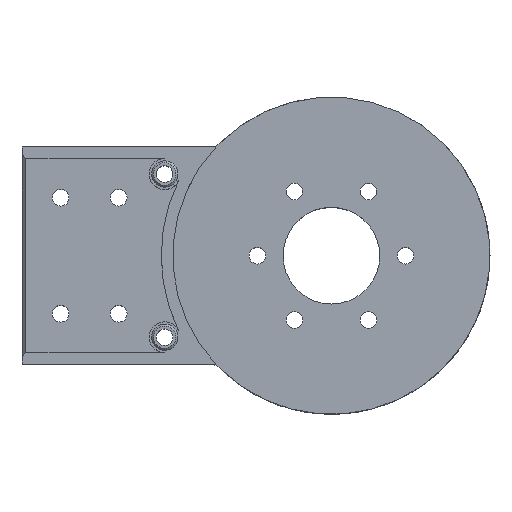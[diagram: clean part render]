
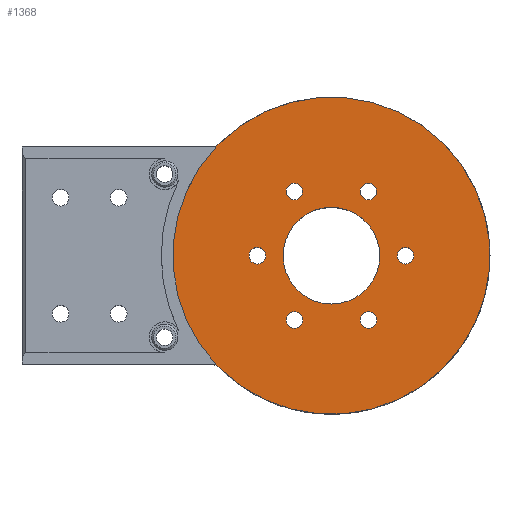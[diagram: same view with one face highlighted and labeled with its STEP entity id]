
A CAD part, top view. The second image highlights one B-rep face of the part: STEP entity #1368.
In plain terms, the highlighted planar face has unit normal (0, 0, 1).
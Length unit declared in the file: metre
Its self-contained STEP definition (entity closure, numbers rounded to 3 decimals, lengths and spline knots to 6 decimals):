
#26=PLANE('',#1470);
#82=LINE('',#2042,#193);
#88=LINE('',#2072,#199);
#193=VECTOR('',#1624,1.);
#199=VECTOR('',#1652,1.);
#316=ORIENTED_EDGE('',*,*,#668,.T.);
#317=ORIENTED_EDGE('',*,*,#669,.T.);
#318=ORIENTED_EDGE('',*,*,#670,.T.);
#319=ORIENTED_EDGE('',*,*,#671,.T.);
#320=ORIENTED_EDGE('',*,*,#672,.T.);
#321=ORIENTED_EDGE('',*,*,#673,.T.);
#322=ORIENTED_EDGE('',*,*,#674,.T.);
#323=ORIENTED_EDGE('',*,*,#667,.T.);
#324=ORIENTED_EDGE('',*,*,#675,.F.);
#325=ORIENTED_EDGE('',*,*,#676,.T.);
#326=ORIENTED_EDGE('',*,*,#677,.T.);
#327=ORIENTED_EDGE('',*,*,#656,.F.);
#328=ORIENTED_EDGE('',*,*,#660,.F.);
#656=EDGE_CURVE('',#833,#834,#967,.T.);
#660=EDGE_CURVE('',#837,#833,#82,.T.);
#667=EDGE_CURVE('',#837,#842,#969,.T.);
#668=EDGE_CURVE('',#843,#843,#970,.T.);
#669=EDGE_CURVE('',#844,#844,#971,.T.);
#670=EDGE_CURVE('',#845,#845,#972,.T.);
#671=EDGE_CURVE('',#846,#846,#973,.T.);
#672=EDGE_CURVE('',#847,#847,#974,.T.);
#673=EDGE_CURVE('',#848,#848,#975,.T.);
#674=EDGE_CURVE('',#849,#849,#976,.T.);
#675=EDGE_CURVE('',#850,#842,#88,.T.);
#676=EDGE_CURVE('',#850,#851,#977,.T.);
#677=EDGE_CURVE('',#851,#834,#978,.T.);
#833=VERTEX_POINT('',#2030);
#834=VERTEX_POINT('',#2031);
#837=VERTEX_POINT('',#2043);
#842=VERTEX_POINT('',#2055);
#843=VERTEX_POINT('',#2059);
#844=VERTEX_POINT('',#2061);
#845=VERTEX_POINT('',#2063);
#846=VERTEX_POINT('',#2065);
#847=VERTEX_POINT('',#2067);
#848=VERTEX_POINT('',#2069);
#849=VERTEX_POINT('',#2071);
#850=VERTEX_POINT('',#2073);
#851=VERTEX_POINT('',#2075);
#967=CIRCLE('',#1465,0.003);
#969=CIRCLE('',#1469,0.041);
#970=CIRCLE('',#1471,0.0125);
#971=CIRCLE('',#1472,0.00215);
#972=CIRCLE('',#1473,0.00215);
#973=CIRCLE('',#1474,0.00215);
#974=CIRCLE('',#1475,0.00215);
#975=CIRCLE('',#1476,0.00215);
#976=CIRCLE('',#1477,0.00215);
#977=CIRCLE('',#1478,0.003);
#978=CIRCLE('',#1479,0.041);
#1032=EDGE_LOOP('',(#316));
#1033=EDGE_LOOP('',(#317));
#1034=EDGE_LOOP('',(#318));
#1035=EDGE_LOOP('',(#319));
#1036=EDGE_LOOP('',(#320));
#1037=EDGE_LOOP('',(#321));
#1038=EDGE_LOOP('',(#322));
#1039=EDGE_LOOP('',(#323,#324,#325,#326,#327,#328));
#1185=FACE_BOUND('',#1032,.T.);
#1186=FACE_BOUND('',#1033,.T.);
#1187=FACE_BOUND('',#1034,.T.);
#1188=FACE_BOUND('',#1035,.T.);
#1189=FACE_BOUND('',#1036,.T.);
#1190=FACE_BOUND('',#1037,.T.);
#1191=FACE_BOUND('',#1038,.T.);
#1192=FACE_BOUND('',#1039,.T.);
#1368=ADVANCED_FACE('',(#1185,#1186,#1187,#1188,#1189,#1190,#1191,#1192),
#26,.T.);
#1465=AXIS2_PLACEMENT_3D('',#2029,#1618,#1619);
#1469=AXIS2_PLACEMENT_3D('',#2056,#1634,#1635);
#1470=AXIS2_PLACEMENT_3D('',#2057,#1636,#1637);
#1471=AXIS2_PLACEMENT_3D('',#2058,#1638,#1639);
#1472=AXIS2_PLACEMENT_3D('',#2060,#1640,#1641);
#1473=AXIS2_PLACEMENT_3D('',#2062,#1642,#1643);
#1474=AXIS2_PLACEMENT_3D('',#2064,#1644,#1645);
#1475=AXIS2_PLACEMENT_3D('',#2066,#1646,#1647);
#1476=AXIS2_PLACEMENT_3D('',#2068,#1648,#1649);
#1477=AXIS2_PLACEMENT_3D('',#2070,#1650,#1651);
#1478=AXIS2_PLACEMENT_3D('',#2074,#1653,#1654);
#1479=AXIS2_PLACEMENT_3D('',#2076,#1655,#1656);
#1618=DIRECTION('',(0.,0.,1.));
#1619=DIRECTION('',(0.383,-0.924,0.));
#1624=DIRECTION('',(-1.,0.,0.));
#1634=DIRECTION('',(0.,0.,1.));
#1635=DIRECTION('',(-1.,0.,0.));
#1636=DIRECTION('',(0.,0.,1.));
#1637=DIRECTION('',(0.,-1.,0.));
#1638=DIRECTION('',(0.,0.,-1.));
#1639=DIRECTION('',(1.,0.,0.));
#1640=DIRECTION('',(0.,0.,-1.));
#1641=DIRECTION('',(-1.,0.,0.));
#1642=DIRECTION('',(0.,0.,-1.));
#1643=DIRECTION('',(-1.,0.,0.));
#1644=DIRECTION('',(0.,0.,-1.));
#1645=DIRECTION('',(-1.,0.,0.));
#1646=DIRECTION('',(0.,0.,-1.));
#1647=DIRECTION('',(1.,0.,0.));
#1648=DIRECTION('',(0.,0.,-1.));
#1649=DIRECTION('',(1.,0.,0.));
#1650=DIRECTION('',(0.,0.,-1.));
#1651=DIRECTION('',(1.,0.,0.));
#1652=DIRECTION('',(1.,0.,0.));
#1653=DIRECTION('',(0.,0.,-1.));
#1654=DIRECTION('',(0.383,0.924,0.));
#1655=DIRECTION('',(0.,0.,1.));
#1656=DIRECTION('',(-1.,0.,0.));
#2029=CARTESIAN_POINT('',(-0.031125,0.0311,0.025));
#2030=CARTESIAN_POINT('',(-0.031125,0.0281,0.025));
#2031=CARTESIAN_POINT('',(-0.029003,0.02898,0.025));
#2042=CARTESIAN_POINT('',(-0.014928,0.0281,0.025));
#2043=CARTESIAN_POINT('',(-0.029856,0.0281,0.025));
#2055=CARTESIAN_POINT('',(-0.029856,-0.0281,0.025));
#2056=CARTESIAN_POINT('',(0.,0.,0.025));
#2057=CARTESIAN_POINT('',(0.,0.,0.025));
#2058=CARTESIAN_POINT('',(0.,0.,0.025));
#2059=CARTESIAN_POINT('',(0.0125,0.,0.025));
#2060=CARTESIAN_POINT('',(-0.009578,-0.016589,0.025));
#2061=CARTESIAN_POINT('',(-0.011728,-0.016589,0.025));
#2062=CARTESIAN_POINT('',(-0.009578,0.016589,0.025));
#2063=CARTESIAN_POINT('',(-0.011728,0.016589,0.025));
#2064=CARTESIAN_POINT('',(0.019155,0.,0.025));
#2065=CARTESIAN_POINT('',(0.017005,0.,0.025));
#2066=CARTESIAN_POINT('',(0.009578,0.016589,0.025));
#2067=CARTESIAN_POINT('',(0.011728,0.016589,0.025));
#2068=CARTESIAN_POINT('',(-0.019155,0.,0.025));
#2069=CARTESIAN_POINT('',(-0.017005,0.,0.025));
#2070=CARTESIAN_POINT('',(0.009578,-0.016589,0.025));
#2071=CARTESIAN_POINT('',(0.011728,-0.016589,0.025));
#2072=CARTESIAN_POINT('',(-0.04,-0.0281,0.025));
#2073=CARTESIAN_POINT('',(-0.031125,-0.0281,0.025));
#2074=CARTESIAN_POINT('',(-0.031125,-0.0311,0.025));
#2075=CARTESIAN_POINT('',(-0.029003,-0.02898,0.025));
#2076=CARTESIAN_POINT('',(0.,0.,0.025));
